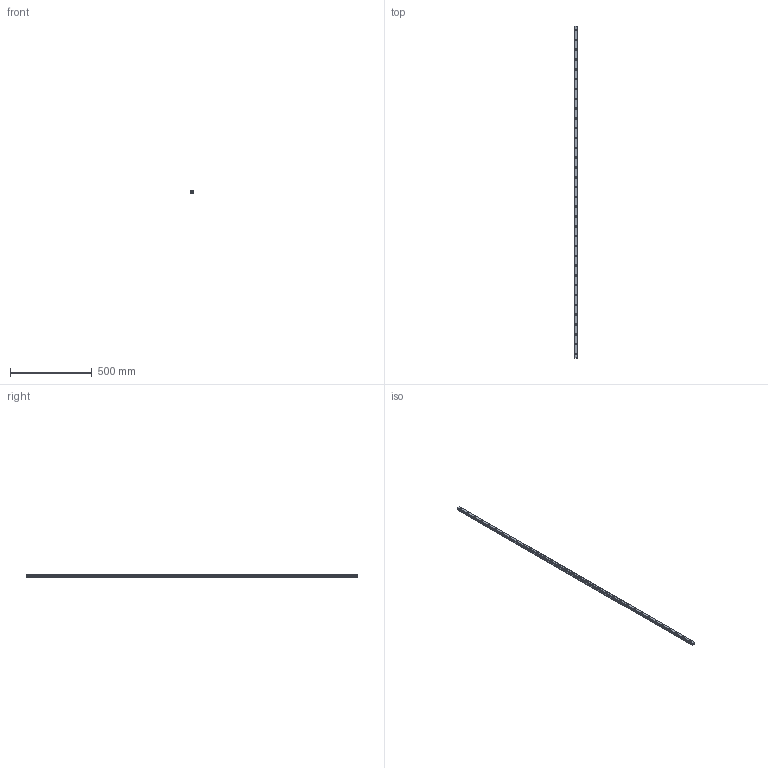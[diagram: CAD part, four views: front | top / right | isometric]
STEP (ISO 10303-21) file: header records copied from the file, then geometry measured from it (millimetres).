
FILE_DESCRIPTION(('STEP AP214'),'1');
FILE_NAME('cctmp_CBAD1C2B-EB02-444C-800F-64745BA33F86_2020_5_18_15_6_43_842..stp','2020-05-18T13:06:44',('HIWIN GmbH'),('CADClick - www.CADClick.com'),'Spatial InterOp 3D',' ','unknown authorization');
FILE_SCHEMA(('AUTOMOTIVE_DESIGN'));
Length unit declared in the file: millimetre
Products named in the file (1): HGR20R2030H_FILE
Bounding box: 20 x 2030 x 17.5 mm (x, y, z)
Volume: 580223.5 mm3; surface area: 172410.8 mm2
Topology: 1 solids, 1 shells, 413 faces, 915 edges, 610 vertices
Faces by surface type: cylinder 226, plane 187
Entity records: 14929 total; most frequent: DIRECTION 2195, CARTESIAN_POINT 1939, ORIENTED_EDGE 1830, EDGE_CURVE 915, AXIS2_PLACEMENT_3D 866, VERTEX_POINT 610, EDGE_LOOP 519, LINE 463
